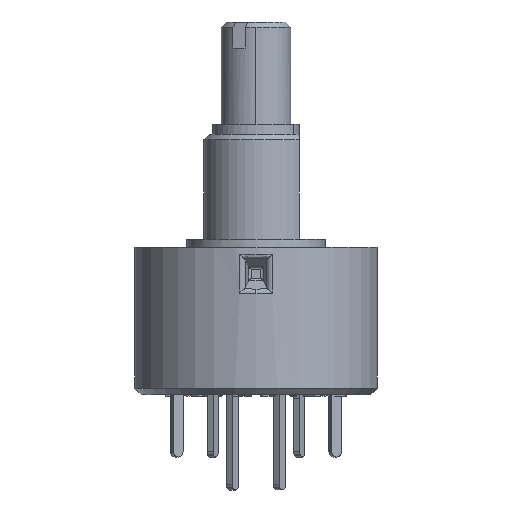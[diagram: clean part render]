
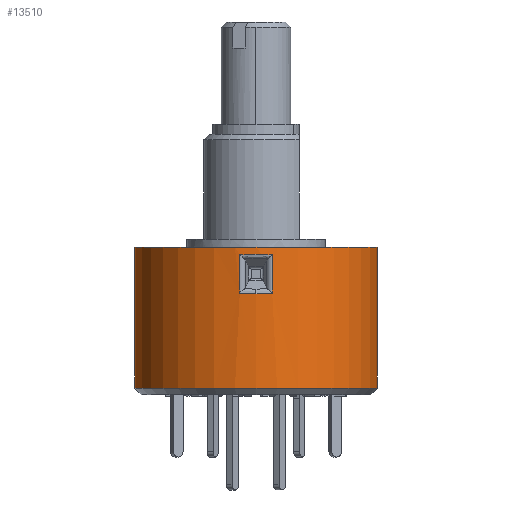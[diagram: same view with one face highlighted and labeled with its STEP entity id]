
A CAD part, left-side view. The second image highlights one B-rep face of the part: STEP entity #13510.
In plain terms, the highlighted cylindrical face has radius 7 mm (diameter 14 mm), a partial arc.
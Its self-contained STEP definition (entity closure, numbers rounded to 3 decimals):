
#480 = VERTEX_POINT ( 'NONE', #9320 ) ;
#684 = CARTESIAN_POINT ( 'NONE',  ( 0., 0., -8.574 ) ) ;
#1275 = AXIS2_PLACEMENT_3D ( 'NONE', #684, #1788, #8017 ) ;
#1277 = CARTESIAN_POINT ( 'NONE',  ( -7.021, -0.315, -0.841 ) ) ;
#1499 = EDGE_CURVE ( 'NONE', #15794, #5389, #10760, .T. ) ;
#1635 = VERTEX_POINT ( 'NONE', #12354 ) ;
#1709 = VECTOR ( 'NONE', #3361, 1000. ) ;
#1788 = DIRECTION ( 'NONE',  ( 0., 0., 1. ) ) ;
#1924 = DIRECTION ( 'NONE',  ( 0., 0., 1. ) ) ;
#2295 =( BOUNDED_CURVE ( )  B_SPLINE_CURVE ( 3, ( #15001, #2484, #3792, #11281 ),
 .UNSPECIFIED., .F., .F. ) 
 B_SPLINE_CURVE_WITH_KNOTS ( ( 4, 4 ),
 ( 6.149, 6.283 ),
 .UNSPECIFIED. ) 
 CURVE ( )  GEOMETRIC_REPRESENTATION_ITEM ( )  RATIONAL_B_SPLINE_CURVE ( ( 1., 0.998, 0.998, 1. ) ) 
 REPRESENTATION_ITEM ( '' )  );
#2348 = CARTESIAN_POINT ( 'NONE',  ( -6.979, 0.627, -3.117 ) ) ;
#2484 = CARTESIAN_POINT ( 'NONE',  ( -6.979, -0.627, -3.117 ) ) ;
#2550 = CARTESIAN_POINT ( 'NONE',  ( -6.937, -0.938, -0.888 ) ) ;
#2651 = CARTESIAN_POINT ( 'NONE',  ( -6.937, 0.938, -0.45 ) ) ;
#3110 = CIRCLE ( 'NONE', #4878, 7. ) ;
#3361 = DIRECTION ( 'NONE',  ( 0., 0., -1. ) ) ;
#3440 = CARTESIAN_POINT ( 'NONE',  ( 0., 0., -0.45 ) ) ;
#3445 = CARTESIAN_POINT ( 'NONE',  ( -6.937, -0.938, -0.45 ) ) ;
#3792 = CARTESIAN_POINT ( 'NONE',  ( -7., -0.314, -3.129 ) ) ;
#3949 = CARTESIAN_POINT ( 'NONE',  ( -7.021, 0.315, -0.841 ) ) ;
#4393 =( BOUNDED_CURVE ( )  B_SPLINE_CURVE ( 3, ( #13891, #3949, #1277, #6394 ),
 .UNSPECIFIED., .F., .F. ) 
 B_SPLINE_CURVE_WITH_KNOTS ( ( 4, 4 ),
 ( 3.007, 3.276 ),
 .UNSPECIFIED. ) 
 CURVE ( )  GEOMETRIC_REPRESENTATION_ITEM ( )  RATIONAL_B_SPLINE_CURVE ( ( 1., 0.994, 0.994, 1. ) ) 
 REPRESENTATION_ITEM ( '' )  );
#4536 = CARTESIAN_POINT ( 'NONE',  ( 0., 0., -0.45 ) ) ;
#4652 = EDGE_LOOP ( 'NONE', ( #7011, #11294, #11312, #14464, #8572 ) ) ;
#4878 = AXIS2_PLACEMENT_3D ( 'NONE', #4536, #1924, #12025 ) ;
#5004 = EDGE_CURVE ( 'NONE', #8003, #15794, #4393, .T. ) ;
#5014 =( BOUNDED_CURVE ( )  B_SPLINE_CURVE ( 3, ( #14867, #7352, #2348, #13645 ),
 .UNSPECIFIED., .F., .T. ) 
 B_SPLINE_CURVE_WITH_KNOTS ( ( 4, 4 ),
 ( 0., 0.134 ),
 .UNSPECIFIED. ) 
 CURVE ( )  GEOMETRIC_REPRESENTATION_ITEM ( )  RATIONAL_B_SPLINE_CURVE ( ( 1., 0.998, 0.998, 1. ) ) 
 REPRESENTATION_ITEM ( '' )  );
#5384 = DIRECTION ( 'NONE',  ( 0., 0., 1. ) ) ;
#5386 = VECTOR ( 'NONE', #15193, 1000. ) ;
#5389 = VERTEX_POINT ( 'NONE', #14772 ) ;
#5750 = CARTESIAN_POINT ( 'NONE',  ( 0., -7., -0.45 ) ) ;
#5779 = ORIENTED_EDGE ( 'NONE', *, *, #6567, .F. ) ;
#6394 = CARTESIAN_POINT ( 'NONE',  ( -6.937, -0.938, -0.888 ) ) ;
#6552 = LINE ( 'NONE', #2651, #14598 ) ;
#6567 = EDGE_CURVE ( 'NONE', #12697, #9919, #3110, .T. ) ;
#6662 = FACE_OUTER_BOUND ( 'NONE', #13068, .T. ) ;
#6825 = CARTESIAN_POINT ( 'NONE',  ( 0., 7., -8.574 ) ) ;
#7011 = ORIENTED_EDGE ( 'NONE', *, *, #7509, .T. ) ;
#7352 = CARTESIAN_POINT ( 'NONE',  ( -7., 0.314, -3.129 ) ) ;
#7509 = EDGE_CURVE ( 'NONE', #5389, #7947, #2295, .T. ) ;
#7515 = CIRCLE ( 'NONE', #1275, 7. ) ;
#7947 = VERTEX_POINT ( 'NONE', #8743 ) ;
#8003 = VERTEX_POINT ( 'NONE', #14805 ) ;
#8017 = DIRECTION ( 'NONE',  ( 0., -1., 0. ) ) ;
#8572 = ORIENTED_EDGE ( 'NONE', *, *, #1499, .T. ) ;
#8737 = EDGE_CURVE ( 'NONE', #7947, #480, #5014, .T. ) ;
#8743 = CARTESIAN_POINT ( 'NONE',  ( -7., 0., -3.129 ) ) ;
#8816 = EDGE_CURVE ( 'NONE', #12697, #14972, #15034, .T. ) ;
#8858 = CYLINDRICAL_SURFACE ( 'NONE', #12699, 7. ) ;
#9320 = CARTESIAN_POINT ( 'NONE',  ( -6.937, 0.938, -3.094 ) ) ;
#9576 = CARTESIAN_POINT ( 'NONE',  ( 0., 7., -0.45 ) ) ;
#9821 = DIRECTION ( 'NONE',  ( 0., 0., -1. ) ) ;
#9871 = ORIENTED_EDGE ( 'NONE', *, *, #13919, .F. ) ;
#9919 = VERTEX_POINT ( 'NONE', #5750 ) ;
#10190 = FACE_BOUND ( 'NONE', #4652, .T. ) ;
#10760 = LINE ( 'NONE', #3445, #15117 ) ;
#11012 = CARTESIAN_POINT ( 'NONE',  ( 0., 7., -0.45 ) ) ;
#11123 = EDGE_CURVE ( 'NONE', #480, #8003, #6552, .T. ) ;
#11281 = CARTESIAN_POINT ( 'NONE',  ( -7., 0., -3.129 ) ) ;
#11294 = ORIENTED_EDGE ( 'NONE', *, *, #8737, .T. ) ;
#11312 = ORIENTED_EDGE ( 'NONE', *, *, #11123, .T. ) ;
#11644 = EDGE_CURVE ( 'NONE', #14972, #1635, #7515, .T. ) ;
#12025 = DIRECTION ( 'NONE',  ( 0., -1., 0. ) ) ;
#12354 = CARTESIAN_POINT ( 'NONE',  ( 0., -7., -8.574 ) ) ;
#12511 = DIRECTION ( 'NONE',  ( 0., 1., 0. ) ) ;
#12697 = VERTEX_POINT ( 'NONE', #9576 ) ;
#12699 = AXIS2_PLACEMENT_3D ( 'NONE', #3440, #13590, #12511 ) ;
#12894 = LINE ( 'NONE', #13470, #1709 ) ;
#13068 = EDGE_LOOP ( 'NONE', ( #9871, #5779, #13837, #16245 ) ) ;
#13470 = CARTESIAN_POINT ( 'NONE',  ( 0., -7., -0.45 ) ) ;
#13510 = ADVANCED_FACE ( 'NONE', ( #6662, #10190 ), #8858, .T. ) ;
#13590 = DIRECTION ( 'NONE',  ( 0., 0., -1. ) ) ;
#13645 = CARTESIAN_POINT ( 'NONE',  ( -6.937, 0.938, -3.094 ) ) ;
#13837 = ORIENTED_EDGE ( 'NONE', *, *, #8816, .T. ) ;
#13891 = CARTESIAN_POINT ( 'NONE',  ( -6.937, 0.938, -0.888 ) ) ;
#13919 = EDGE_CURVE ( 'NONE', #9919, #1635, #12894, .T. ) ;
#14464 = ORIENTED_EDGE ( 'NONE', *, *, #5004, .T. ) ;
#14598 = VECTOR ( 'NONE', #5384, 1000. ) ;
#14772 = CARTESIAN_POINT ( 'NONE',  ( -6.937, -0.938, -3.094 ) ) ;
#14805 = CARTESIAN_POINT ( 'NONE',  ( -6.937, 0.938, -0.888 ) ) ;
#14867 = CARTESIAN_POINT ( 'NONE',  ( -7., 0., -3.129 ) ) ;
#14972 = VERTEX_POINT ( 'NONE', #6825 ) ;
#15001 = CARTESIAN_POINT ( 'NONE',  ( -6.937, -0.938, -3.094 ) ) ;
#15034 = LINE ( 'NONE', #11012, #5386 ) ;
#15117 = VECTOR ( 'NONE', #9821, 1000. ) ;
#15193 = DIRECTION ( 'NONE',  ( 0., 0., -1. ) ) ;
#15794 = VERTEX_POINT ( 'NONE', #2550 ) ;
#16245 = ORIENTED_EDGE ( 'NONE', *, *, #11644, .T. ) ;
